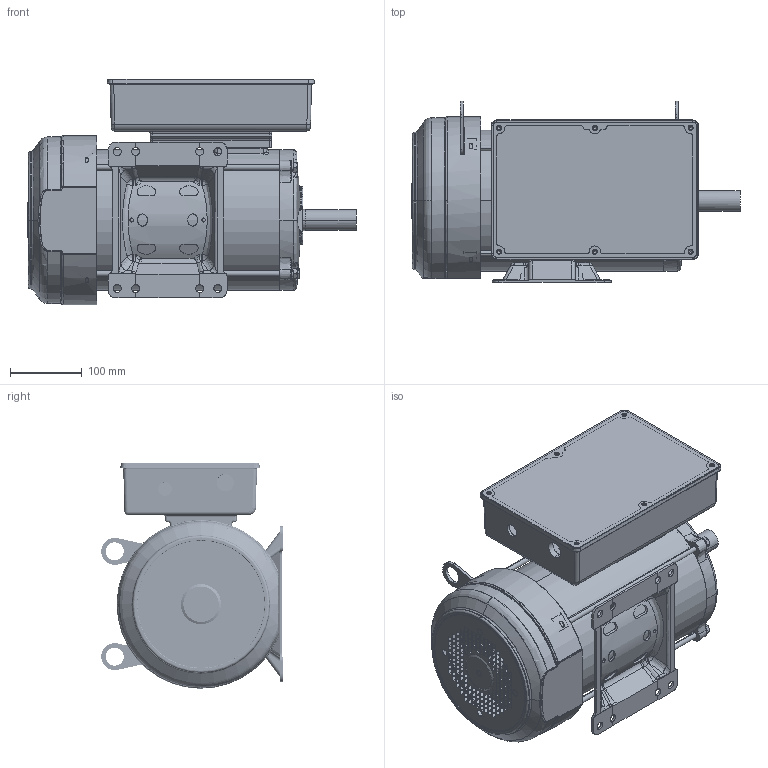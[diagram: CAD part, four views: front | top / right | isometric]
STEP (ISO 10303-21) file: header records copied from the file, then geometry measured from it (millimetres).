
FILE_DESCRIPTION (( 'STEP AP214' ), '1' );
FILE_NAME ('MTF2-003-1B18.STEP', '2020-07-08T15:11:42', ( '' ), ( '' ), 'SwSTEP 2.0', 'SolidWorks 2017', '' );
FILE_SCHEMA (( 'AUTOMOTIVE_DESIGN' ));
Length unit declared in the file: inch
Products named in the file (1): MTF2-003-1B18
Bounding box: 455.98 x 252.23 x 313 mm (x, y, z)
Volume: 2607149.5 mm3; surface area: 1282883.9 mm2
Topology: 23 solids, 23 shells, 3305 faces, 8675 edges, 5361 vertices
Faces by surface type: plane 1074, cylinder 905, bspline 789, cone 289, torus 220, sphere 28
Entity records: 150468 total; most frequent: CARTESIAN_POINT 76846, ORIENTED_EDGE 17146, DIRECTION 12775, EDGE_CURVE 8573, VERTEX_POINT 5361, AXIS2_PLACEMENT_3D 4445, VECTOR 3885, LINE 3885
